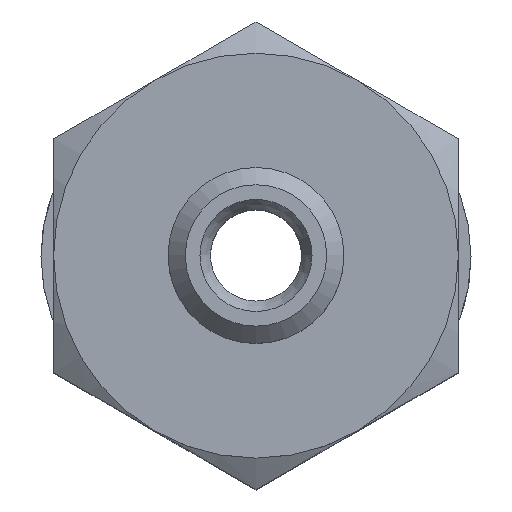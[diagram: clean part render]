
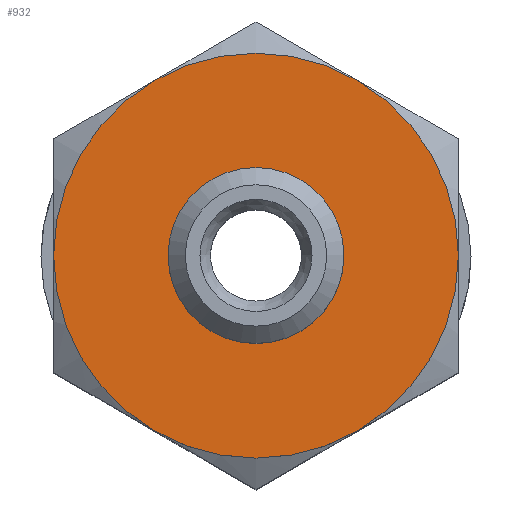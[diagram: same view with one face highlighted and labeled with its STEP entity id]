
A CAD part, top view. The second image highlights one B-rep face of the part: STEP entity #932.
In plain terms, the highlighted planar face has unit normal (0, 0, 1).
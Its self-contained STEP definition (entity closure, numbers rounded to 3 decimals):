
#196=ORIENTED_EDGE('',*,*,#322,.F.);
#197=ORIENTED_EDGE('',*,*,#323,.T.);
#322=EDGE_CURVE('',#391,#391,#428,.T.);
#323=EDGE_CURVE('',#392,#392,#429,.T.);
#391=VERTEX_POINT('',#1402);
#392=VERTEX_POINT('',#1405);
#428=CIRCLE('',#1002,2.413);
#429=CIRCLE('',#1004,5.555);
#481=EDGE_LOOP('',(#196));
#482=EDGE_LOOP('',(#197));
#547=FACE_BOUND('',#481,.T.);
#548=FACE_BOUND('',#482,.T.);
#586=PLANE('',#1003);
#932=ADVANCED_FACE('',(#547,#548),#586,.F.);
#1002=AXIS2_PLACEMENT_3D('',#1401,#1137,#1138);
#1003=AXIS2_PLACEMENT_3D('',#1403,#1139,#1140);
#1004=AXIS2_PLACEMENT_3D('',#1404,#1141,#1142);
#1137=DIRECTION('',(0.,0.,1.));
#1138=DIRECTION('',(1.,0.,0.));
#1139=DIRECTION('',(0.,0.,-1.));
#1140=DIRECTION('',(-1.,0.,0.));
#1141=DIRECTION('',(0.,0.,1.));
#1142=DIRECTION('',(1.,0.,0.));
#1401=CARTESIAN_POINT('',(0.,0.,0.));
#1402=CARTESIAN_POINT('',(2.413,0.,0.));
#1403=CARTESIAN_POINT('',(5.555,0.,0.));
#1404=CARTESIAN_POINT('',(0.,0.,0.));
#1405=CARTESIAN_POINT('',(5.555,0.,0.));
